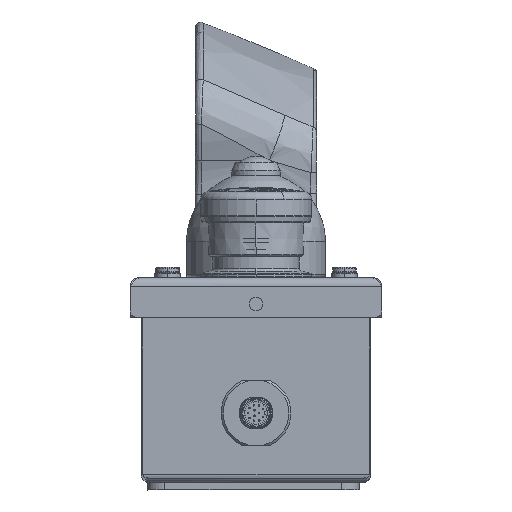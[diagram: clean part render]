
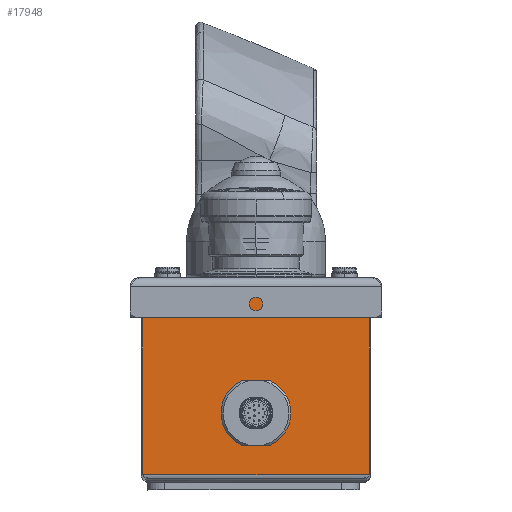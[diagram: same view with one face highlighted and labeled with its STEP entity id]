
A CAD part, left-side view. The second image highlights one B-rep face of the part: STEP entity #17948.
In plain terms, the highlighted planar face has unit normal (-1, 0, 0).
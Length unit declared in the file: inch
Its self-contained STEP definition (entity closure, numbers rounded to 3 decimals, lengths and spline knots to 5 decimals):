
#16264=DIRECTION('',(0.,-1.,0.));
#16265=VECTOR('',#16264,3.202);
#16266=CARTESIAN_POINT('',(0.,3.226,0.112));
#16267=LINE('',#16266,#16265);
#16290=CARTESIAN_POINT('',(0.,1.6252,0.98425));
#16291=DIRECTION('',(1.,0.,0.));
#16292=DIRECTION('',(0.,1.,0.));
#16293=AXIS2_PLACEMENT_3D('',#16290,#16291,#16292);
#16295=CARTESIAN_POINT('',(0.,1.6252,0.98425));
#16296=DIRECTION('',(1.,0.,0.));
#16297=DIRECTION('',(0.,-1.,0.));
#16298=AXIS2_PLACEMENT_3D('',#16295,#16296,#16297);
#16300=DIRECTION('',(0.,0.,1.));
#16301=VECTOR('',#16300,0.088);
#16302=CARTESIAN_POINT('',(0.,0.75,2.638));
#16303=LINE('',#16302,#16301);
#16304=CARTESIAN_POINT('',(0.,0.064,2.686));
#16305=DIRECTION('',(1.,0.,0.));
#16306=DIRECTION('',(0.,0.,1.));
#16307=AXIS2_PLACEMENT_3D('',#16304,#16305,#16306);
#16309=DIRECTION('',(0.,0.,-1.));
#16310=VECTOR('',#16309,2.574);
#16311=CARTESIAN_POINT('',(0.,0.024,2.686));
#16312=LINE('',#16311,#16310);
#16313=DIRECTION('',(0.,0.,1.));
#16314=VECTOR('',#16313,2.574);
#16315=CARTESIAN_POINT('',(0.,3.226,0.112));
#16316=LINE('',#16315,#16314);
#16317=CARTESIAN_POINT('',(0.,3.186,2.686));
#16318=DIRECTION('',(1.,0.,0.));
#16319=DIRECTION('',(0.,1.,0.));
#16320=AXIS2_PLACEMENT_3D('',#16317,#16318,#16319);
#16322=DIRECTION('',(0.,-1.,0.));
#16323=VECTOR('',#16322,0.686);
#16324=CARTESIAN_POINT('',(0.,3.186,2.726));
#16325=LINE('',#16324,#16323);
#16456=DIRECTION('',(0.,1.,0.));
#16457=VECTOR('',#16456,0.686);
#16458=CARTESIAN_POINT('',(0.,0.064,2.726));
#16459=LINE('',#16458,#16457);
#16469=DIRECTION('',(0.,1.,0.));
#16470=VECTOR('',#16469,1.75);
#16471=CARTESIAN_POINT('',(0.,0.75,2.638));
#16472=LINE('',#16471,#16470);
#16508=DIRECTION('',(0.,0.,1.));
#16509=VECTOR('',#16508,0.088);
#16510=CARTESIAN_POINT('',(0.,2.5,2.638));
#16511=LINE('',#16510,#16509);
#17646=CARTESIAN_POINT('',(0.,3.226,0.112));
#17647=CARTESIAN_POINT('',(0.,0.024,0.112));
#17648=VERTEX_POINT('',#17646);
#17649=VERTEX_POINT('',#17647);
#17650=CARTESIAN_POINT('',(0.,3.226,2.686));
#17651=CARTESIAN_POINT('',(0.,3.186,2.726));
#17652=VERTEX_POINT('',#17650);
#17653=VERTEX_POINT('',#17651);
#17654=CARTESIAN_POINT('',(0.,2.5,2.726));
#17655=VERTEX_POINT('',#17654);
#17656=CARTESIAN_POINT('',(0.,0.75,2.638));
#17657=CARTESIAN_POINT('',(0.,2.5,2.638));
#17658=VERTEX_POINT('',#17656);
#17659=VERTEX_POINT('',#17657);
#17660=CARTESIAN_POINT('',(0.,0.064,2.726));
#17661=CARTESIAN_POINT('',(0.,0.75,2.726));
#17662=VERTEX_POINT('',#17660);
#17663=VERTEX_POINT('',#17661);
#17664=CARTESIAN_POINT('',(0.,0.024,2.686));
#17665=VERTEX_POINT('',#17664);
#17844=CARTESIAN_POINT('',(0.,2.03366,0.98425));
#17846=VERTEX_POINT('',#17844);
#17848=CARTESIAN_POINT('',(0.,1.21673,0.98425));
#17850=VERTEX_POINT('',#17848);
#17916=CARTESIAN_POINT('',(0.,3.25,0.));
#17917=DIRECTION('',(-1.,0.,0.));
#17918=DIRECTION('',(0.,-1.,0.));
#17919=AXIS2_PLACEMENT_3D('',#17916,#17917,#17918);
#17920=PLANE('',#17919);
#17922=ORIENTED_EDGE('',*,*,#17921,.F.);
#17924=ORIENTED_EDGE('',*,*,#17923,.F.);
#17926=ORIENTED_EDGE('',*,*,#17925,.T.);
#17928=ORIENTED_EDGE('',*,*,#17927,.F.);
#17930=ORIENTED_EDGE('',*,*,#17929,.T.);
#17932=ORIENTED_EDGE('',*,*,#17931,.T.);
#17933=ORIENTED_EDGE('',*,*,#17906,.F.);
#17935=ORIENTED_EDGE('',*,*,#17934,.T.);
#17937=ORIENTED_EDGE('',*,*,#17936,.T.);
#17939=ORIENTED_EDGE('',*,*,#17938,.T.);
#17940=EDGE_LOOP('',(#17922,#17924,#17926,#17928,#17930,#17932,#17933,#17935,
#17937,#17939));
#17941=FACE_OUTER_BOUND('',#17940,.F.);
#17943=ORIENTED_EDGE('',*,*,#17942,.F.);
#17945=ORIENTED_EDGE('',*,*,#17944,.F.);
#17946=EDGE_LOOP('',(#17943,#17945));
#17947=FACE_BOUND('',#17946,.F.);
#17948=ADVANCED_FACE('',(#17941,#17947),#17920,.T.);
#16294=CIRCLE('',#16293,0.40846);
#16299=CIRCLE('',#16298,0.40846);
#16308=CIRCLE('',#16307,0.04);
#16321=CIRCLE('',#16320,0.04);
#17906=EDGE_CURVE('',#17648,#17649,#16267,.T.);
#17921=EDGE_CURVE('',#17659,#17655,#16511,.T.);
#17923=EDGE_CURVE('',#17658,#17659,#16472,.T.);
#17925=EDGE_CURVE('',#17658,#17663,#16303,.T.);
#17927=EDGE_CURVE('',#17662,#17663,#16459,.T.);
#17929=EDGE_CURVE('',#17662,#17665,#16308,.T.);
#17931=EDGE_CURVE('',#17665,#17649,#16312,.T.);
#17934=EDGE_CURVE('',#17648,#17652,#16316,.T.);
#17936=EDGE_CURVE('',#17652,#17653,#16321,.T.);
#17938=EDGE_CURVE('',#17653,#17655,#16325,.T.);
#17942=EDGE_CURVE('',#17846,#17850,#16294,.T.);
#17944=EDGE_CURVE('',#17850,#17846,#16299,.T.);
